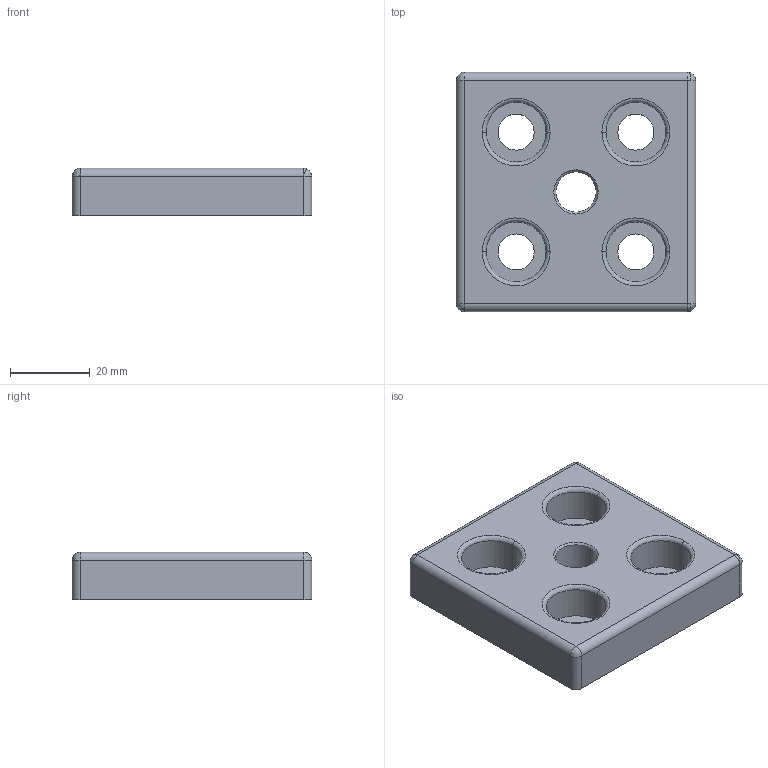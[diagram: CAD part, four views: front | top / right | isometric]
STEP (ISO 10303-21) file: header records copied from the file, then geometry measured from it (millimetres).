
FILE_DESCRIPTION(('STEP AP214'),'1');
FILE_NAME('fath_093t60601208s.stp','2017-10-09T08:11:50',('TraceParts'),('TraceParts S.A.'),'Spatial InterOp 3D',' ',' ');
FILE_SCHEMA(('automotive_design'));
Length unit declared in the file: millimetre
Products named in the file (1): fath_093t60601208s
Bounding box: 60 x 60 x 12 mm (x, y, z)
Volume: 24555.7 mm3; surface area: 15618 mm2
Topology: 1 solids, 1 shells, 193 faces, 474 edges, 285 vertices
Faces by surface type: cylinder 100, bspline 65, plane 26, cone 2
Entity records: 8567 total; most frequent: CARTESIAN_POINT 2606, DIRECTION 952, ORIENTED_EDGE 936, EDGE_CURVE 468, AXIS2_PLACEMENT_3D 401, VERTEX_POINT 285, CIRCLE 272, EDGE_LOOP 211
